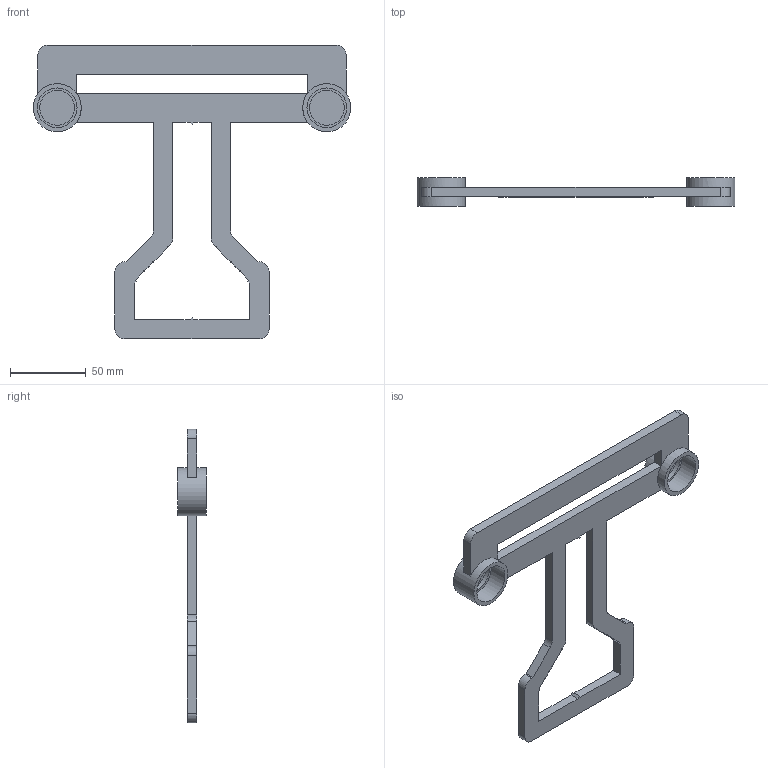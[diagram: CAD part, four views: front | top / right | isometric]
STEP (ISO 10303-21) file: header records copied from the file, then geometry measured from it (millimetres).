
FILE_DESCRIPTION(/* description */ (''),/* implementation_level */ '2;1');
FILE_NAME(/* name */ 'Positioning tool mini VR.stp',/* time_stamp */ '2021-07-08T17:30:34-04:00',/* author */ ('jl4459'),/* organization */ (''),/* preprocessor_version */ 'ST-DEVELOPER v18.1',/* originating_system */ 'Autodesk Inventor 2021',/* authorisation */ '');
FILE_SCHEMA (('AUTOMOTIVE_DESIGN { 1 0 10303 214 3 1 1 }'));
Length unit declared in the file: inch
Products named in the file (1): Positioning tool mini VR
Bounding box: 209.55 x 19.05 x 193.64 mm (x, y, z)
Volume: 86345.3 mm3; surface area: 44329.4 mm2
Topology: 2 solids, 2 shells, 89 faces, 234 edges, 156 vertices
Faces by surface type: plane 61, cylinder 28
Full cylindrical faces by diameter (mm): 23.019 x2, 26.194 x2, 31.75 x2
Entity records: 2794 total; most frequent: CARTESIAN_POINT 480, DIRECTION 474, ORIENTED_EDGE 468, EDGE_CURVE 234, LINE 174, VECTOR 174, VERTEX_POINT 156, AXIS2_PLACEMENT_3D 150
